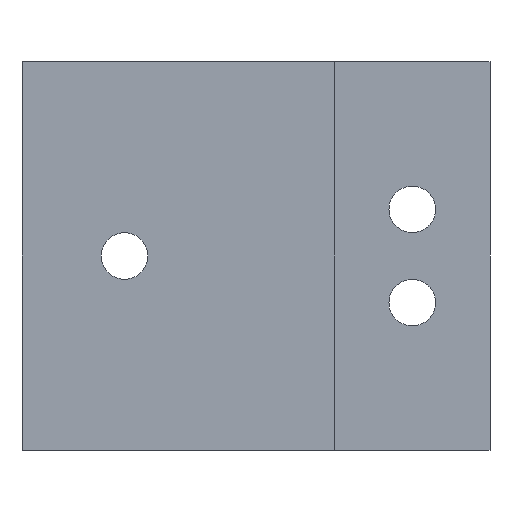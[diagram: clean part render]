
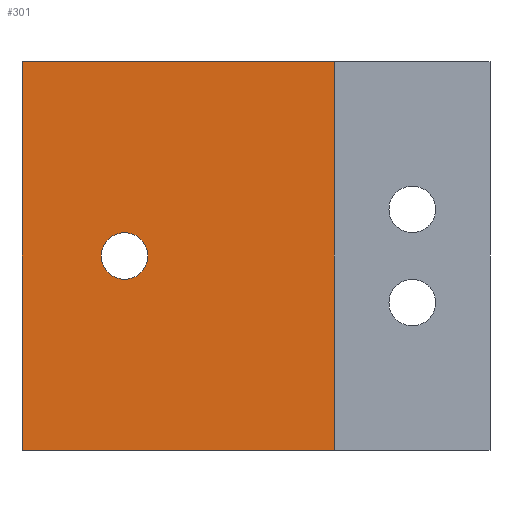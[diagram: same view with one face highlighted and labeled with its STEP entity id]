
A CAD part, front view. The second image highlights one B-rep face of the part: STEP entity #301.
In plain terms, the highlighted planar face has unit normal (0, -1, 0).
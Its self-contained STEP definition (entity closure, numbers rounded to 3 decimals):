
#23=FACE_BOUND('',#66,.T.);
#32=PLANE('',#345);
#47=FACE_OUTER_BOUND('',#65,.T.);
#65=EDGE_LOOP('',(#250,#251,#252,#253));
#66=EDGE_LOOP('',(#254));
#93=LINE('',#483,#126);
#96=LINE('',#489,#129);
#97=LINE('',#490,#130);
#98=LINE('',#491,#131);
#126=VECTOR('',#402,10.);
#129=VECTOR('',#407,10.);
#130=VECTOR('',#408,10.);
#131=VECTOR('',#409,10.);
#145=CIRCLE('',#343,1.5);
#163=VERTEX_POINT('',#477);
#164=VERTEX_POINT('',#481);
#165=VERTEX_POINT('',#482);
#166=VERTEX_POINT('',#487);
#167=VERTEX_POINT('',#488);
#196=EDGE_CURVE('',#163,#163,#145,.T.);
#197=EDGE_CURVE('',#164,#165,#93,.T.);
#200=EDGE_CURVE('',#166,#167,#96,.T.);
#201=EDGE_CURVE('',#165,#167,#97,.T.);
#202=EDGE_CURVE('',#166,#164,#98,.T.);
#250=ORIENTED_EDGE('',*,*,#200,.T.);
#251=ORIENTED_EDGE('',*,*,#201,.F.);
#252=ORIENTED_EDGE('',*,*,#197,.F.);
#253=ORIENTED_EDGE('',*,*,#202,.F.);
#254=ORIENTED_EDGE('',*,*,#196,.F.);
#301=ADVANCED_FACE('',(#47,#23),#32,.F.);
#343=AXIS2_PLACEMENT_3D('',#479,#398,#399);
#345=AXIS2_PLACEMENT_3D('',#486,#405,#406);
#398=DIRECTION('center_axis',(0.,-1.,0.));
#399=DIRECTION('ref_axis',(-1.,0.,0.));
#402=DIRECTION('',(0.,0.,1.));
#405=DIRECTION('center_axis',(0.,1.,0.));
#406=DIRECTION('ref_axis',(0.,0.,1.));
#407=DIRECTION('',(0.,0.,1.));
#408=DIRECTION('',(1.,0.,0.));
#409=DIRECTION('',(-1.,0.,0.));
#477=CARTESIAN_POINT('',(-503.19,73.331,261.935));
#479=CARTESIAN_POINT('Origin',(-504.69,73.331,261.935));
#481=CARTESIAN_POINT('',(-511.285,73.331,249.435));
#482=CARTESIAN_POINT('',(-511.285,73.331,274.435));
#483=CARTESIAN_POINT('',(-511.285,73.331,249.435));
#486=CARTESIAN_POINT('Origin',(-496.238,73.331,261.935));
#487=CARTESIAN_POINT('',(-491.19,73.331,249.435));
#488=CARTESIAN_POINT('',(-491.19,73.331,274.435));
#489=CARTESIAN_POINT('',(-491.19,73.331,249.435));
#490=CARTESIAN_POINT('',(-511.285,73.331,274.435));
#491=CARTESIAN_POINT('',(-481.19,73.331,249.435));
